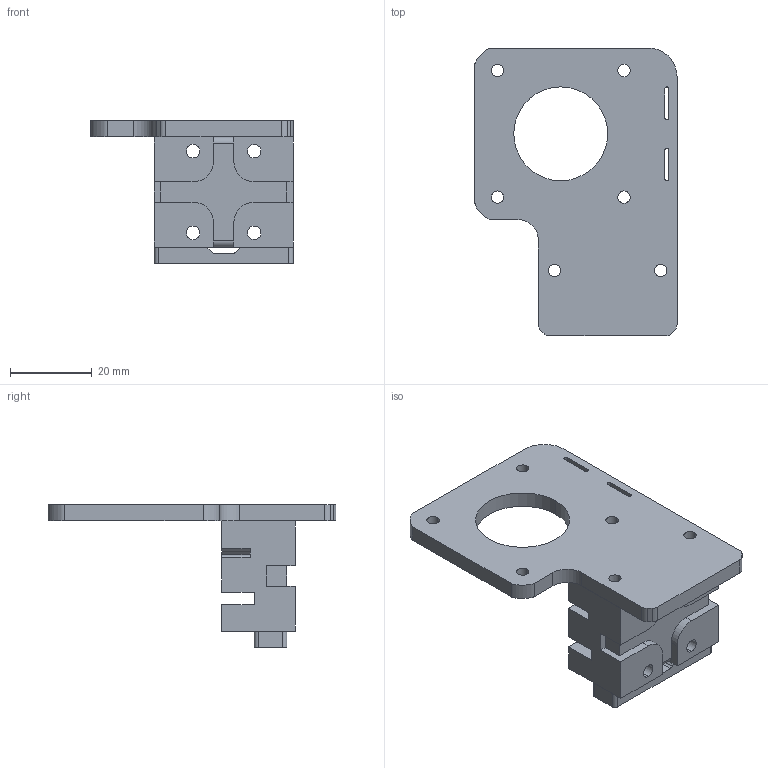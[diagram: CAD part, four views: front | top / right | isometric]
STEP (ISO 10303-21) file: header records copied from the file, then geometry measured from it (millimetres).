
FILE_DESCRIPTION (( 'STEP AP214' ), '1' );
FILE_NAME ('extruderMount Mk2 GBtLitchi.STEP', '2022-09-21T06:32:40', ( '' ), ( '' ), 'SwSTEP 2.0', 'SolidWorks 2018', '' );
FILE_SCHEMA (( 'AUTOMOTIVE_DESIGN' ));
Length unit declared in the file: millimetre
Products named in the file (1): extruderMount Mk2 GBtLitchi
Bounding box: 49.5 x 70.5 x 35 mm (x, y, z)
Volume: 24072.2 mm3; surface area: 14255.6 mm2
Topology: 3 solids, 3 shells, 172 faces, 486 edges, 324 vertices
Faces by surface type: plane 102, cylinder 68, bspline 2
Entity records: 5846 total; most frequent: CARTESIAN_POINT 1137, ORIENTED_EDGE 972, DIRECTION 960, EDGE_CURVE 486, LINE 346, VECTOR 346, VERTEX_POINT 324, AXIS2_PLACEMENT_3D 307
